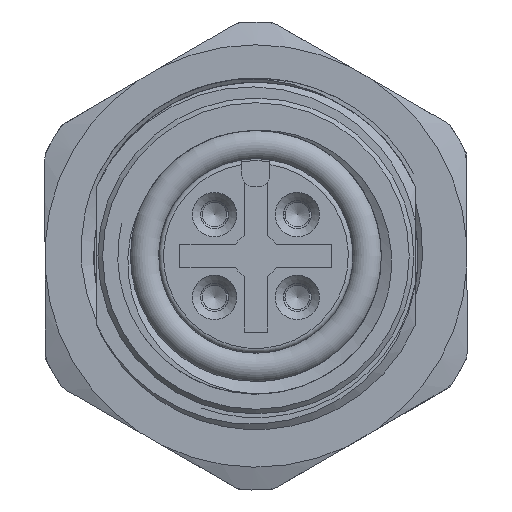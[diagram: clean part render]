
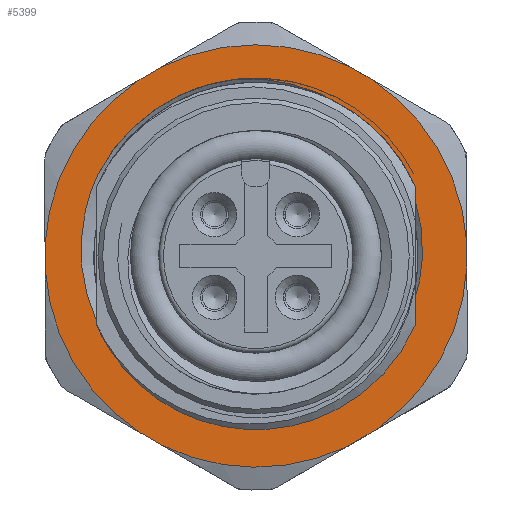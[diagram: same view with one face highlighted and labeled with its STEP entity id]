
A CAD part, front view. The second image highlights one B-rep face of the part: STEP entity #5399.
In plain terms, the highlighted face is planar.
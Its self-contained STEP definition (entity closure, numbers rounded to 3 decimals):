
#398=B_SPLINE_CURVE_WITH_KNOTS('',3,(#29735,#29736,#29737,#29738,#29739,
#29740,#29741),.UNSPECIFIED.,.F.,.F.,(4,1,1,1,4),(0.,0.004,
0.009,0.013,0.017),
 .UNSPECIFIED.);
#399=B_SPLINE_CURVE_WITH_KNOTS('',3,(#29745,#29746,#29747,#29748,#29749,
#29750,#29751),.UNSPECIFIED.,.F.,.F.,(4,1,1,1,4),(0.,
0.004,0.009,0.013,0.017),
 .UNSPECIFIED.);
#522=PLANE('',#6087);
#724=CIRCLE('',#6088,7.6);
#725=CIRCLE('',#6089,6.93);
#726=CIRCLE('',#6090,9.024);
#727=CIRCLE('',#6091,9.024);
#728=CIRCLE('',#6092,9.024);
#729=CIRCLE('',#6093,9.024);
#730=CIRCLE('',#6094,9.024);
#731=CIRCLE('',#6095,9.024);
#1750=ORIENTED_EDGE('',*,*,#2807,.T.);
#1751=ORIENTED_EDGE('',*,*,#2808,.T.);
#1752=ORIENTED_EDGE('',*,*,#2809,.T.);
#1753=ORIENTED_EDGE('',*,*,#2810,.T.);
#1754=ORIENTED_EDGE('',*,*,#2811,.F.);
#1755=ORIENTED_EDGE('',*,*,#2812,.T.);
#1756=ORIENTED_EDGE('',*,*,#2813,.F.);
#1757=ORIENTED_EDGE('',*,*,#2814,.T.);
#1758=ORIENTED_EDGE('',*,*,#2815,.F.);
#1759=ORIENTED_EDGE('',*,*,#2816,.T.);
#1760=ORIENTED_EDGE('',*,*,#2817,.F.);
#1761=ORIENTED_EDGE('',*,*,#2818,.T.);
#1762=ORIENTED_EDGE('',*,*,#2819,.F.);
#1763=ORIENTED_EDGE('',*,*,#2820,.T.);
#1764=ORIENTED_EDGE('',*,*,#2821,.F.);
#1765=ORIENTED_EDGE('',*,*,#2822,.T.);
#2807=EDGE_CURVE('',#3426,#3427,#724,.T.);
#2808=EDGE_CURVE('',#3427,#3428,#398,.T.);
#2809=EDGE_CURVE('',#3428,#3429,#725,.F.);
#2810=EDGE_CURVE('',#3429,#3426,#399,.T.);
#2811=EDGE_CURVE('',#3430,#3431,#726,.F.);
#2812=EDGE_CURVE('',#3430,#3432,#3800,.T.);
#2813=EDGE_CURVE('',#3433,#3432,#727,.F.);
#2814=EDGE_CURVE('',#3433,#3434,#3801,.T.);
#2815=EDGE_CURVE('',#3435,#3434,#728,.F.);
#2816=EDGE_CURVE('',#3435,#3436,#3802,.T.);
#2817=EDGE_CURVE('',#3437,#3436,#729,.F.);
#2818=EDGE_CURVE('',#3437,#3438,#3803,.T.);
#2819=EDGE_CURVE('',#3439,#3438,#730,.F.);
#2820=EDGE_CURVE('',#3439,#3440,#3804,.T.);
#2821=EDGE_CURVE('',#3441,#3440,#731,.F.);
#2822=EDGE_CURVE('',#3441,#3431,#3805,.T.);
#3426=VERTEX_POINT('',#29733);
#3427=VERTEX_POINT('',#29734);
#3428=VERTEX_POINT('',#29742);
#3429=VERTEX_POINT('',#29744);
#3430=VERTEX_POINT('',#29753);
#3431=VERTEX_POINT('',#29754);
#3432=VERTEX_POINT('',#29756);
#3433=VERTEX_POINT('',#29758);
#3434=VERTEX_POINT('',#29760);
#3435=VERTEX_POINT('',#29762);
#3436=VERTEX_POINT('',#29764);
#3437=VERTEX_POINT('',#29766);
#3438=VERTEX_POINT('',#29768);
#3439=VERTEX_POINT('',#29770);
#3440=VERTEX_POINT('',#29772);
#3441=VERTEX_POINT('',#29774);
#3800=LINE('',#29755,#4080);
#3801=LINE('',#29759,#4081);
#3802=LINE('',#29763,#4082);
#3803=LINE('',#29767,#4083);
#3804=LINE('',#29771,#4084);
#3805=LINE('',#29775,#4085);
#4080=VECTOR('',#7099,1000.);
#4081=VECTOR('',#7102,1000.);
#4082=VECTOR('',#7105,1000.);
#4083=VECTOR('',#7108,1000.);
#4084=VECTOR('',#7111,1000.);
#4085=VECTOR('',#7114,1000.);
#4439=EDGE_LOOP('',(#1750,#1751,#1752,#1753));
#4440=EDGE_LOOP('',(#1754,#1755,#1756,#1757,#1758,#1759,#1760,#1761,#1762,
#1763,#1764,#1765));
#4896=FACE_BOUND('',#4439,.T.);
#4897=FACE_BOUND('',#4440,.T.);
#5399=ADVANCED_FACE('',(#4896,#4897),#522,.T.);
#6087=AXIS2_PLACEMENT_3D('',#29731,#7091,#7092);
#6088=AXIS2_PLACEMENT_3D('',#29732,#7093,#7094);
#6089=AXIS2_PLACEMENT_3D('',#29743,#7095,#7096);
#6090=AXIS2_PLACEMENT_3D('',#29752,#7097,#7098);
#6091=AXIS2_PLACEMENT_3D('',#29757,#7100,#7101);
#6092=AXIS2_PLACEMENT_3D('',#29761,#7103,#7104);
#6093=AXIS2_PLACEMENT_3D('',#29765,#7106,#7107);
#6094=AXIS2_PLACEMENT_3D('',#29769,#7109,#7110);
#6095=AXIS2_PLACEMENT_3D('',#29773,#7112,#7113);
#7091=DIRECTION('',(1.,0.,0.));
#7092=DIRECTION('',(0.,0.,-1.));
#7093=DIRECTION('',(-1.,0.,0.));
#7094=DIRECTION('',(0.,1.,0.));
#7095=DIRECTION('',(1.,0.,0.));
#7096=DIRECTION('',(0.,0.,-1.));
#7097=DIRECTION('',(1.,0.,0.));
#7098=DIRECTION('',(0.,0.,-1.));
#7099=DIRECTION('',(0.,1.,0.));
#7100=DIRECTION('',(1.,0.,0.));
#7101=DIRECTION('',(0.,0.,-1.));
#7102=DIRECTION('',(0.,0.497,0.868));
#7103=DIRECTION('',(1.,0.,0.));
#7104=DIRECTION('',(0.,0.,-1.));
#7105=DIRECTION('',(0.,-0.497,0.868));
#7106=DIRECTION('',(1.,0.,0.));
#7107=DIRECTION('',(0.,0.,-1.));
#7108=DIRECTION('',(0.,-1.,0.));
#7109=DIRECTION('',(1.,0.,0.));
#7110=DIRECTION('',(0.,0.,-1.));
#7111=DIRECTION('',(0.,-0.498,-0.867));
#7112=DIRECTION('',(1.,0.,0.));
#7113=DIRECTION('',(0.,0.,-1.));
#7114=DIRECTION('',(0.,0.498,-0.867));
#29731=CARTESIAN_POINT('',(1.5,0.,0.));
#29732=CARTESIAN_POINT('',(1.5,0.,0.));
#29733=CARTESIAN_POINT('',(1.5,-4.081,6.411));
#29734=CARTESIAN_POINT('',(1.5,3.02,6.974));
#29735=CARTESIAN_POINT('',(1.5,3.02,6.974));
#29736=CARTESIAN_POINT('',(1.5,4.318,6.354));
#29737=CARTESIAN_POINT('',(1.5,6.523,4.378));
#29738=CARTESIAN_POINT('',(1.5,7.706,0.079));
#29739=CARTESIAN_POINT('',(1.5,6.285,-4.171));
#29740=CARTESIAN_POINT('',(1.5,3.917,-5.964));
#29741=CARTESIAN_POINT('',(1.5,2.558,-6.441));
#29742=CARTESIAN_POINT('',(1.5,2.558,-6.441));
#29743=CARTESIAN_POINT('',(1.5,0.,0.));
#29744=CARTESIAN_POINT('',(1.5,-1.511,-6.763));
#29745=CARTESIAN_POINT('',(1.5,-1.511,-6.763));
#29746=CARTESIAN_POINT('',(1.5,-2.927,-6.508));
#29747=CARTESIAN_POINT('',(1.5,-5.554,-5.103));
#29748=CARTESIAN_POINT('',(1.5,-7.621,-1.142));
#29749=CARTESIAN_POINT('',(1.5,-7.131,3.298));
#29750=CARTESIAN_POINT('',(1.5,-5.265,5.594));
#29751=CARTESIAN_POINT('',(1.5,-4.081,6.411));
#29752=CARTESIAN_POINT('',(1.5,0.,0.));
#29753=CARTESIAN_POINT('',(1.5,-0.764,-8.992));
#29754=CARTESIAN_POINT('',(1.5,-7.542,-4.955));
#29755=CARTESIAN_POINT('',(1.5,-4.376,-8.992));
#29756=CARTESIAN_POINT('',(1.5,0.764,-8.992));
#29757=CARTESIAN_POINT('',(1.5,0.,0.));
#29758=CARTESIAN_POINT('',(1.5,7.551,-4.941));
#29759=CARTESIAN_POINT('',(1.5,5.661,-8.243));
#29760=CARTESIAN_POINT('',(1.5,8.085,-4.008));
#29761=CARTESIAN_POINT('',(1.5,0.,0.));
#29762=CARTESIAN_POINT('',(1.5,8.085,4.008));
#29763=CARTESIAN_POINT('',(1.5,9.975,0.706));
#29764=CARTESIAN_POINT('',(1.5,7.551,4.941));
#29765=CARTESIAN_POINT('',(1.5,0.,0.));
#29766=CARTESIAN_POINT('',(1.5,0.537,9.008));
#29767=CARTESIAN_POINT('',(1.5,4.342,9.008));
#29768=CARTESIAN_POINT('',(1.5,-0.537,9.008));
#29769=CARTESIAN_POINT('',(1.5,0.,0.));
#29770=CARTESIAN_POINT('',(1.5,-7.542,4.955));
#29771=CARTESIAN_POINT('',(1.5,-5.646,8.254));
#29772=CARTESIAN_POINT('',(1.5,-8.078,4.024));
#29773=CARTESIAN_POINT('',(1.5,0.,0.));
#29774=CARTESIAN_POINT('',(1.5,-8.078,-4.024));
#29775=CARTESIAN_POINT('',(1.5,-9.974,-0.725));
